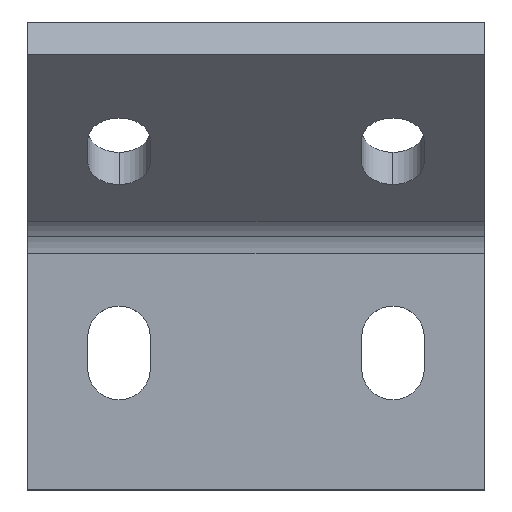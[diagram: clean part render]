
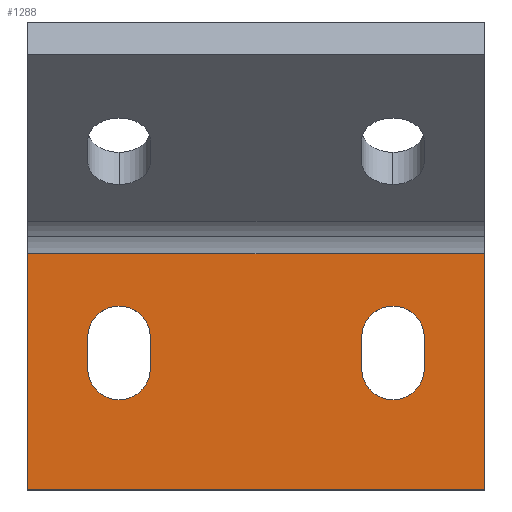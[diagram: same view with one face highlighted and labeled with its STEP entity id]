
A CAD part, top view. The second image highlights one B-rep face of the part: STEP entity #1288.
In plain terms, the highlighted planar face has unit normal (0, 0, 1).
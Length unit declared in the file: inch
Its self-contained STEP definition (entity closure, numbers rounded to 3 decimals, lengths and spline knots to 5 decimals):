
#305=CARTESIAN_POINT('',(-0.75,1.007,0.25));
#306=VERTEX_POINT('',#305);
#322=CARTESIAN_POINT('',(-0.5785,0.8355,0.25));
#323=VERTEX_POINT('',#322);
#330=CARTESIAN_POINT('',(-0.75,0.8355,0.25));
#331=DIRECTION('',(0.0,0.0,-1.0));
#332=DIRECTION('',(0.0,1.0,0.0));
#333=AXIS2_PLACEMENT_3D('',#330,#331,#332);
#334=CIRCLE('',#333,0.1715);
#335=EDGE_CURVE('',#306,#323,#334,.T.);
#347=CARTESIAN_POINT('',(-0.75,0.493,0.25));
#348=VERTEX_POINT('',#347);
#364=CARTESIAN_POINT('',(-0.9215,0.6645,0.25));
#365=VERTEX_POINT('',#364);
#372=CARTESIAN_POINT('',(-0.75,0.6645,0.25));
#373=DIRECTION('',(0.0,0.0,-1.0));
#374=DIRECTION('',(0.0,-1.0,0.0));
#375=AXIS2_PLACEMENT_3D('',#372,#373,#374);
#376=CIRCLE('',#375,0.1715);
#377=EDGE_CURVE('',#348,#365,#376,.T.);
#389=CARTESIAN_POINT('',(0.75,1.007,0.25));
#390=VERTEX_POINT('',#389);
#406=CARTESIAN_POINT('',(0.9215,0.8355,0.25));
#407=VERTEX_POINT('',#406);
#414=CARTESIAN_POINT('',(0.75,0.8355,0.25));
#415=DIRECTION('',(0.0,0.0,-1.0));
#416=DIRECTION('',(0.0,1.0,0.0));
#417=AXIS2_PLACEMENT_3D('',#414,#415,#416);
#418=CIRCLE('',#417,0.1715);
#419=EDGE_CURVE('',#390,#407,#418,.T.);
#431=CARTESIAN_POINT('',(0.75,0.493,0.25));
#432=VERTEX_POINT('',#431);
#448=CARTESIAN_POINT('',(0.5785,0.6645,0.25));
#449=VERTEX_POINT('',#448);
#456=CARTESIAN_POINT('',(0.75,0.6645,0.25));
#457=DIRECTION('',(0.0,0.0,-1.0));
#458=DIRECTION('',(0.0,-1.0,0.0));
#459=AXIS2_PLACEMENT_3D('',#456,#457,#458);
#460=CIRCLE('',#459,0.1715);
#461=EDGE_CURVE('',#432,#449,#460,.T.);
#666=CARTESIAN_POINT('',(0.9215,0.6645,0.25));
#667=VERTEX_POINT('',#666);
#668=CARTESIAN_POINT('',(0.75,0.6645,0.25));
#669=DIRECTION('',(0.0,0.0,-1.0));
#670=DIRECTION('',(0.0,-1.0,0.0));
#671=AXIS2_PLACEMENT_3D('',#668,#669,#670);
#672=CIRCLE('',#671,0.1715);
#673=EDGE_CURVE('',#667,#432,#672,.T.);
#705=CARTESIAN_POINT('',(0.9215,0.8355,0.25));
#706=DIRECTION('',(0.0,-1.0,0.0));
#707=VECTOR('',#706,0.171);
#708=LINE('',#705,#707);
#709=EDGE_CURVE('',#407,#667,#708,.T.);
#721=CARTESIAN_POINT('',(0.5785,0.8355,0.25));
#722=VERTEX_POINT('',#721);
#723=CARTESIAN_POINT('',(0.75,0.8355,0.25));
#724=DIRECTION('',(0.0,0.0,-1.0));
#725=DIRECTION('',(0.0,1.0,0.0));
#726=AXIS2_PLACEMENT_3D('',#723,#724,#725);
#727=CIRCLE('',#726,0.1715);
#728=EDGE_CURVE('',#722,#390,#727,.T.);
#760=CARTESIAN_POINT('',(0.5785,0.6645,0.25));
#761=DIRECTION('',(0.0,1.0,0.0));
#762=VECTOR('',#761,0.171);
#763=LINE('',#760,#762);
#764=EDGE_CURVE('',#449,#722,#763,.T.);
#776=CARTESIAN_POINT('',(-0.5785,0.6645,0.25));
#777=VERTEX_POINT('',#776);
#778=CARTESIAN_POINT('',(-0.75,0.6645,0.25));
#779=DIRECTION('',(0.0,0.0,-1.0));
#780=DIRECTION('',(0.0,-1.0,0.0));
#781=AXIS2_PLACEMENT_3D('',#778,#779,#780);
#782=CIRCLE('',#781,0.1715);
#783=EDGE_CURVE('',#777,#348,#782,.T.);
#815=CARTESIAN_POINT('',(-0.5785,0.8355,0.25));
#816=DIRECTION('',(0.0,-1.0,0.0));
#817=VECTOR('',#816,0.171);
#818=LINE('',#815,#817);
#819=EDGE_CURVE('',#323,#777,#818,.T.);
#831=CARTESIAN_POINT('',(-0.9215,0.8355,0.25));
#832=VERTEX_POINT('',#831);
#833=CARTESIAN_POINT('',(-0.75,0.8355,0.25));
#834=DIRECTION('',(0.0,0.0,-1.0));
#835=DIRECTION('',(0.0,1.0,0.0));
#836=AXIS2_PLACEMENT_3D('',#833,#834,#835);
#837=CIRCLE('',#836,0.1715);
#838=EDGE_CURVE('',#832,#306,#837,.T.);
#870=CARTESIAN_POINT('',(-0.9215,0.6645,0.25));
#871=DIRECTION('',(0.0,1.0,0.0));
#872=VECTOR('',#871,0.171);
#873=LINE('',#870,#872);
#874=EDGE_CURVE('',#365,#832,#873,.T.);
#996=CARTESIAN_POINT('',(-1.25,1.29289,0.25));
#997=VERTEX_POINT('',#996);
#1005=CARTESIAN_POINT('',(1.25,1.29289,0.25));
#1006=VERTEX_POINT('',#1005);
#1007=CARTESIAN_POINT('',(-1.25,1.29289,0.25));
#1008=DIRECTION('',(1.0,0.0,0.0));
#1009=VECTOR('',#1008,2.5);
#1010=LINE('',#1007,#1009);
#1011=EDGE_CURVE('',#997,#1006,#1010,.T.);
#1126=CARTESIAN_POINT('',(1.25,0.0,0.25));
#1127=VERTEX_POINT('',#1126);
#1128=CARTESIAN_POINT('',(1.25,0.0,0.25));
#1129=DIRECTION('',(0.0,1.0,0.0));
#1130=VECTOR('',#1129,1.29289);
#1131=LINE('',#1128,#1130);
#1132=EDGE_CURVE('',#1127,#1006,#1131,.T.);
#1249=CARTESIAN_POINT('',(1.25,1.5,0.25));
#1250=DIRECTION('',(0.0,0.0,1.0));
#1251=DIRECTION('',(0.0,-1.0,0.0));
#1252=AXIS2_PLACEMENT_3D('',#1249,#1250,#1251);
#1253=PLANE('',#1252);
#1254=ORIENTED_EDGE('',*,*,#1011,.F.);
#1255=CARTESIAN_POINT('',(-1.25,0.0,0.25));
#1256=VERTEX_POINT('',#1255);
#1257=CARTESIAN_POINT('',(-1.25,1.29289,0.25));
#1258=DIRECTION('',(0.0,-1.0,0.0));
#1259=VECTOR('',#1258,1.29289);
#1260=LINE('',#1257,#1259);
#1261=EDGE_CURVE('',#997,#1256,#1260,.T.);
#1262=ORIENTED_EDGE('',*,*,#1261,.T.);
#1263=CARTESIAN_POINT('',(1.25,0.0,0.25));
#1264=DIRECTION('',(-1.0,0.0,0.0));
#1265=VECTOR('',#1264,2.5);
#1266=LINE('',#1263,#1265);
#1267=EDGE_CURVE('',#1127,#1256,#1266,.T.);
#1268=ORIENTED_EDGE('',*,*,#1267,.F.);
#1269=ORIENTED_EDGE('',*,*,#1132,.T.);
#1270=EDGE_LOOP('',(#1254,#1262,#1268,#1269));
#1271=FACE_OUTER_BOUND('',#1270,.T.);
#1272=ORIENTED_EDGE('',*,*,#673,.T.);
#1273=ORIENTED_EDGE('',*,*,#461,.T.);
#1274=ORIENTED_EDGE('',*,*,#764,.T.);
#1275=ORIENTED_EDGE('',*,*,#728,.T.);
#1276=ORIENTED_EDGE('',*,*,#419,.T.);
#1277=ORIENTED_EDGE('',*,*,#709,.T.);
#1278=EDGE_LOOP('',(#1272,#1273,#1274,#1275,#1276,#1277));
#1279=FACE_BOUND('',#1278,.T.);
#1280=ORIENTED_EDGE('',*,*,#783,.T.);
#1281=ORIENTED_EDGE('',*,*,#377,.T.);
#1282=ORIENTED_EDGE('',*,*,#874,.T.);
#1283=ORIENTED_EDGE('',*,*,#838,.T.);
#1284=ORIENTED_EDGE('',*,*,#335,.T.);
#1285=ORIENTED_EDGE('',*,*,#819,.T.);
#1286=EDGE_LOOP('',(#1280,#1281,#1282,#1283,#1284,#1285));
#1287=FACE_BOUND('',#1286,.T.);
#1288=ADVANCED_FACE('',(#1271,#1279,#1287),#1253,.T.);
